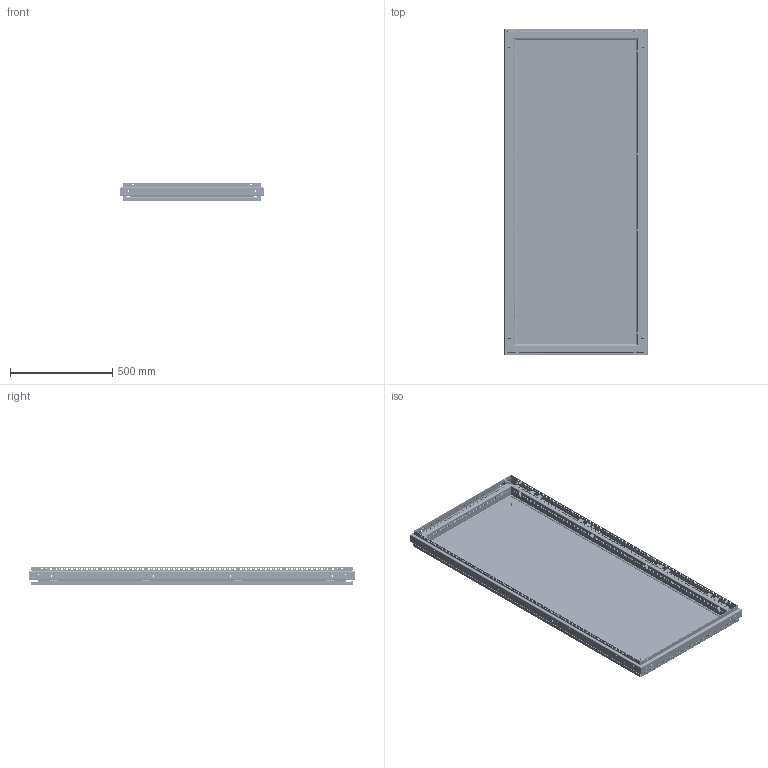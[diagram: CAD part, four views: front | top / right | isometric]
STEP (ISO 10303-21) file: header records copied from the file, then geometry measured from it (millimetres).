
FILE_DESCRIPTION (( 'STEP AP214' ), '1' );
FILE_NAME ('Ñâàðíàÿ ðàìà ñ çàäíåé ïàíåëüþ W700H1600.STEP', '2024-08-14T09:43:03', ( '' ), ( '' ), 'SwSTEP 2.0', 'SolidWorks 2021', '' );
FILE_SCHEMA (( 'AUTOMOTIVE_DESIGN' ));
Length unit declared in the file: millimetre
Products named in the file (19): Áîêîâîé ïðîôèëü H1600; Ãîðèçîíòàëüíûé ïðîôèëü2 W700; Çàäíÿÿ ïàíåëü ÑÁ W700H1600; Çàêëåïêà ðåçüáîâàÿ Ì8 øåñòèãðàííàÿ ñ óìåíüøåííûì áîðòîì; Âèíò Ì6õ16 ìåáåëüíûé; 600.000; Øïèëüêà ïðèâàðíàÿ Ì6õ16; Áîêîâîé ïðîôèëü2 H1600; Çàêëåïêà ðåçüáîâàÿ Ì6 øåñòèãðàííàÿ ñ óìåíüøåííûì áîðòîì; Çàäíÿÿ ïàíåëü W700H1600; Ñâàðíàÿ ðàìà ñ çàäíåé ïàíåëüþ W700H1600; Ñâàðíàÿ ðàìà W700H1600; Êðåïëåíèå çàäíåé ïàíåëè; Ãàñêåòèíã çàäíåé ïàíåëè W700H1600; Ãîðèçîíòàëüíûé ïðîôèëü W700; Ãàéêà êëåòüåâàÿ DIN 88109-Ì6-(1,7-2,5)-Zn ; Ãîðèçîíòàëüíûé ïðîôèëü1 W700; Áîáûøêà; Áîêîâîé ïðîôèëü1 H1600
Assembly tree (92 placements, depth 4):
  Ñâàðíàÿ ðàìà ñ çàäíåé ïàíåëüþ W700H1600
    Ñâàðíàÿ ðàìà W700H1600
      Ãîðèçîíòàëüíûé ïðîôèëü W700  x2
        Ãîðèçîíòàëüíûé ïðîôèëü1 W700
        Ãîðèçîíòàëüíûé ïðîôèëü2 W700
        600.000
        Áîáûøêà
      Áîêîâîé ïðîôèëü H1600  x2
        Áîêîâîé ïðîôèëü1 H1600
        Áîêîâîé ïðîôèëü2 H1600
      Çàêëåïêà ðåçüáîâàÿ Ì8 øåñòèãðàííàÿ ñ óìåíüøåííûì áîðòîì  x8
      Çàêëåïêà ðåçüáîâàÿ Ì6 øåñòèãðàííàÿ ñ óìåíüøåííûì áîðòîì  x26
    Çàäíÿÿ ïàíåëü ÑÁ W700H1600
      Çàäíÿÿ ïàíåëü W700H1600
      Ãàñêåòèíã çàäíåé ïàíåëè W700H1600
      Øïèëüêà ïðèâàðíàÿ Ì6õ16  x2
    Êðåïëåíèå çàäíåé ïàíåëè  x8
    Âèíò Ì6õ16 ìåáåëüíûé  x24
    Ãàéêà êëåòüåâàÿ DIN 88109-Ì6-(1,7-2,5)-Zn   x8
Bounding box: 701.2 x 1596 x 90.9 mm (x, y, z)
Volume: 4028417.1 mm3; surface area: 4583445.5 mm2
Topology: 94 solids, 94 shells, 8412 faces, 22364 edges, 14186 vertices
Faces by surface type: plane 4525, cylinder 3113, cone 472, bspline 250, torus 52
Entity records: 83241 total; most frequent: CARTESIAN_POINT 21638, ORIENTED_EDGE 12624, DIRECTION 11989, EDGE_CURVE 6312, VECTOR 4717, LINE 4717, VERTEX_POINT 4098, AXIS2_PLACEMENT_3D 3636
